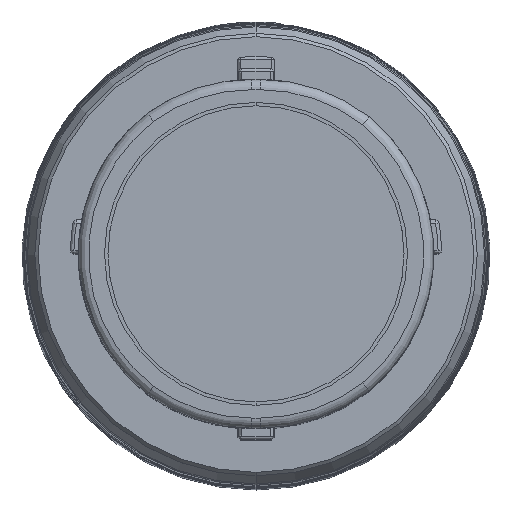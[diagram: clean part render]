
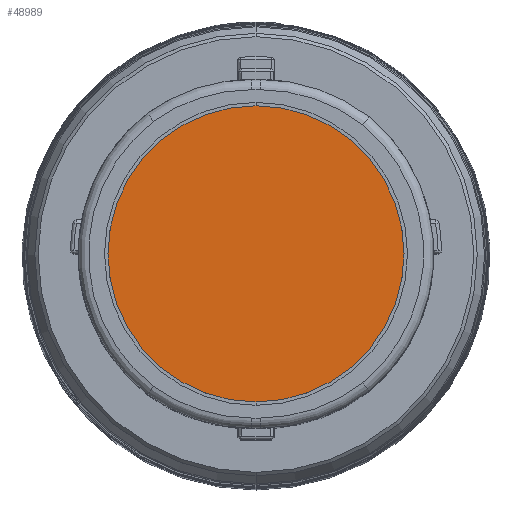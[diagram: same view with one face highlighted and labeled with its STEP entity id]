
A CAD part, top view. The second image highlights one B-rep face of the part: STEP entity #48989.
In plain terms, the highlighted planar face has unit normal (0, 0, 1).
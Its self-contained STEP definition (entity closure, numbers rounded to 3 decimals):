
#15756=CARTESIAN_POINT('',(0.,0.,47.55));
#15757=DIRECTION('',(0.,0.,-1.));
#15758=DIRECTION('',(0.,-1.,0.));
#15759=AXIS2_PLACEMENT_3D('',#15756,#15757,#15758);
#15766=CARTESIAN_POINT('',(0.,0.,47.55));
#15767=DIRECTION('',(0.,0.,-1.));
#15768=DIRECTION('',(0.,1.,0.));
#15769=AXIS2_PLACEMENT_3D('',#15766,#15767,#15768);
#20980=CARTESIAN_POINT('',(0.,-8.9,47.55));
#20981=CARTESIAN_POINT('',(0.,8.9,47.55));
#20982=VERTEX_POINT('',#20980);
#20983=VERTEX_POINT('',#20981);
#48979=CARTESIAN_POINT('',(0.,0.,47.55));
#48980=DIRECTION('',(0.,0.,-1.));
#48981=DIRECTION('',(0.,-1.,0.));
#48982=AXIS2_PLACEMENT_3D('',#48979,#48980,#48981);
#48983=PLANE('',#48982);
#48984=ORIENTED_EDGE('',*,*,#48969,.T.);
#48986=ORIENTED_EDGE('',*,*,#48985,.T.);
#48987=EDGE_LOOP('',(#48984,#48986));
#48988=FACE_OUTER_BOUND('',#48987,.F.);
#48989=ADVANCED_FACE('',(#48988),#48983,.F.);
#15760=CIRCLE('',#15759,8.9);
#15770=CIRCLE('',#15769,8.9);
#48969=EDGE_CURVE('',#20982,#20983,#15760,.T.);
#48985=EDGE_CURVE('',#20983,#20982,#15770,.T.);
